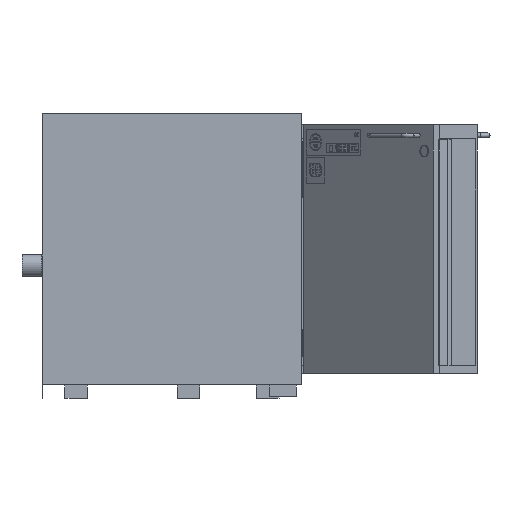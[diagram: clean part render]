
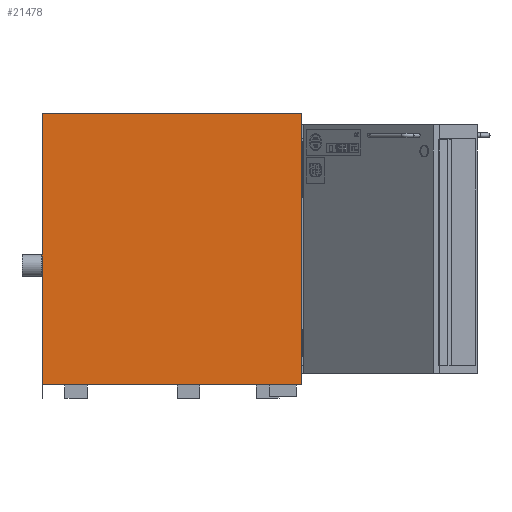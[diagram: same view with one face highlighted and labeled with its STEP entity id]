
A CAD part, left-side view. The second image highlights one B-rep face of the part: STEP entity #21478.
In plain terms, the highlighted planar face has unit normal (-1, 0, 0).
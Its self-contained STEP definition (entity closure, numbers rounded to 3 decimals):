
#2683=FACE_OUTER_BOUND('',#3900,.T.);
#3900=EDGE_LOOP('',(#15160,#15161,#15162,#15163,#15164,#15165));
#5354=LINE('',#28528,#7561);
#5361=LINE('',#28543,#7568);
#5363=LINE('',#28547,#7570);
#5459=LINE('',#28741,#7666);
#5507=LINE('',#28865,#7714);
#5508=LINE('',#28866,#7715);
#7561=VECTOR('',#24016,10.);
#7568=VECTOR('',#24027,10.);
#7570=VECTOR('',#24031,10.);
#7666=VECTOR('',#24199,10.);
#7714=VECTOR('',#24327,10.);
#7715=VECTOR('',#24328,10.);
#9742=VERTEX_POINT('',#28521);
#9745=VERTEX_POINT('',#28526);
#9750=VERTEX_POINT('',#28539);
#9751=VERTEX_POINT('',#28541);
#9752=VERTEX_POINT('',#28545);
#9814=VERTEX_POINT('',#28739);
#11781=EDGE_CURVE('',#9745,#9742,#5354,.T.);
#11788=EDGE_CURVE('',#9750,#9751,#5361,.T.);
#11790=EDGE_CURVE('',#9752,#9751,#5363,.T.);
#11886=EDGE_CURVE('',#9814,#9752,#5459,.T.);
#11942=EDGE_CURVE('',#9742,#9814,#5507,.T.);
#11943=EDGE_CURVE('',#9750,#9745,#5508,.T.);
#15160=ORIENTED_EDGE('',*,*,#11942,.F.);
#15161=ORIENTED_EDGE('',*,*,#11781,.F.);
#15162=ORIENTED_EDGE('',*,*,#11943,.F.);
#15163=ORIENTED_EDGE('',*,*,#11788,.T.);
#15164=ORIENTED_EDGE('',*,*,#11790,.F.);
#15165=ORIENTED_EDGE('',*,*,#11886,.F.);
#20656=PLANE('',#22797);
#21478=ADVANCED_FACE('',(#2683),#20656,.T.);
#22797=AXIS2_PLACEMENT_3D('',#28864,#24325,#24326);
#24016=DIRECTION('',(0.,-1.,0.));
#24027=DIRECTION('',(0.,-1.,0.));
#24031=DIRECTION('',(0.,0.,-1.));
#24199=DIRECTION('',(0.,1.,0.));
#24325=DIRECTION('center_axis',(-1.,0.,0.));
#24326=DIRECTION('ref_axis',(0.,-1.,0.));
#24327=DIRECTION('',(0.,0.,-1.));
#24328=DIRECTION('',(0.,0.,1.));
#28521=CARTESIAN_POINT('',(-701.,-287.,300.44));
#28526=CARTESIAN_POINT('',(-701.,287.,300.44));
#28528=CARTESIAN_POINT('',(-701.,287.,300.44));
#28539=CARTESIAN_POINT('',(-701.,287.,-330.44));
#28541=CARTESIAN_POINT('',(-701.,286.9,-330.44));
#28543=CARTESIAN_POINT('',(-701.,287.,-330.44));
#28545=CARTESIAN_POINT('',(-701.,286.9,-300.44));
#28547=CARTESIAN_POINT('',(-701.,286.9,-330.44));
#28739=CARTESIAN_POINT('',(-701.,-287.,-300.44));
#28741=CARTESIAN_POINT('',(-701.,287.,-300.44));
#28864=CARTESIAN_POINT('Origin',(-701.,287.,0.));
#28865=CARTESIAN_POINT('',(-701.,-287.,0.));
#28866=CARTESIAN_POINT('',(-701.,287.,0.));
